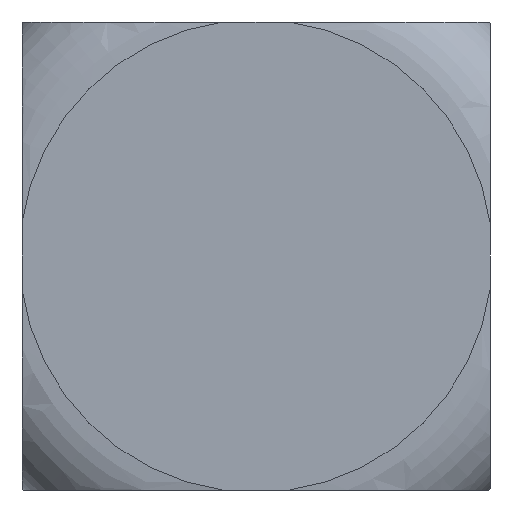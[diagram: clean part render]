
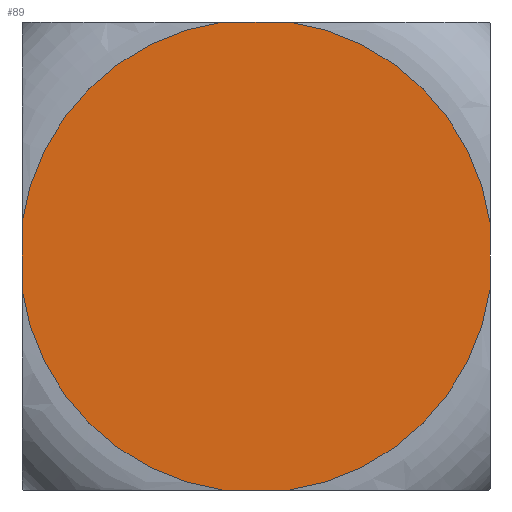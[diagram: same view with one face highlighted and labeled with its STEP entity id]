
A CAD part, left-side view. The second image highlights one B-rep face of the part: STEP entity #89.
In plain terms, the highlighted planar face has unit normal (-1, 0, 0).
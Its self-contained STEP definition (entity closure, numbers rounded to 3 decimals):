
#89 = ADVANCED_FACE( '', ( #178 ), #179, .F. );
#178 = FACE_OUTER_BOUND( '', #259, .T. );
#179 = PLANE( '', #260 );
#259 = EDGE_LOOP( '', ( #442, #443, #444, #445, #446, #447, #448, #449 ) );
#260 = AXIS2_PLACEMENT_3D( '', #450, #451, #452 );
#442 = ORIENTED_EDGE( '', *, *, #494, .F. );
#443 = ORIENTED_EDGE( '', *, *, #506, .F. );
#444 = ORIENTED_EDGE( '', *, *, #527, .F. );
#445 = ORIENTED_EDGE( '', *, *, #481, .F. );
#446 = ORIENTED_EDGE( '', *, *, #486, .F. );
#447 = ORIENTED_EDGE( '', *, *, #529, .F. );
#448 = ORIENTED_EDGE( '', *, *, #465, .F. );
#449 = ORIENTED_EDGE( '', *, *, #503, .F. );
#450 = CARTESIAN_POINT( '', ( 0., 0., 0. ) );
#451 = DIRECTION( '', ( 1., 0., 0. ) );
#452 = DIRECTION( '', ( 0., 0., -1. ) );
#465 = EDGE_CURVE( '', #543, #534, #545, .T. );
#481 = EDGE_CURVE( '', #569, #567, #571, .T. );
#486 = EDGE_CURVE( '', #576, #569, #578, .T. );
#494 = EDGE_CURVE( '', #591, #580, #593, .T. );
#503 = EDGE_CURVE( '', #580, #543, #605, .T. );
#506 = EDGE_CURVE( '', #607, #591, #609, .T. );
#527 = EDGE_CURVE( '', #567, #607, #636, .T. );
#529 = EDGE_CURVE( '', #534, #576, #638, .T. );
#534 = VERTEX_POINT( '', #643 );
#543 = VERTEX_POINT( '', #680 );
#545 = LINE( '', #705, #706 );
#567 = VERTEX_POINT( '', #731 );
#569 = VERTEX_POINT( '', #756 );
#571 = CIRCLE( '', #783, 16.16 );
#576 = VERTEX_POINT( '', #790 );
#578 = LINE( '', #815, #816 );
#580 = VERTEX_POINT( '', #818 );
#591 = VERTEX_POINT( '', #858 );
#593 = LINE( '', #883, #884 );
#605 = CIRCLE( '', #897, 16.16 );
#607 = VERTEX_POINT( '', #899 );
#609 = CIRCLE( '', #926, 16.16 );
#636 = LINE( '', #956, #957 );
#638 = CIRCLE( '', #959, 16.16 );
#643 = CARTESIAN_POINT( '', ( 0., -2.268, 16. ) );
#680 = CARTESIAN_POINT( '', ( 0., 2.268, 16. ) );
#705 = CARTESIAN_POINT( '', ( 0., 16., 16. ) );
#706 = VECTOR( '', #966, 1000. );
#731 = CARTESIAN_POINT( '', ( 0., -2.268, -16. ) );
#756 = CARTESIAN_POINT( '', ( 0., -16., -2.268 ) );
#783 = AXIS2_PLACEMENT_3D( '', #988, #989, #990 );
#790 = CARTESIAN_POINT( '', ( 0., -16., 2.268 ) );
#815 = CARTESIAN_POINT( '', ( 0., -16., 16. ) );
#816 = VECTOR( '', #993, 1000. );
#818 = CARTESIAN_POINT( '', ( 0., 16., 2.268 ) );
#858 = CARTESIAN_POINT( '', ( 0., 16., -2.268 ) );
#883 = CARTESIAN_POINT( '', ( 0., 16., -16. ) );
#884 = VECTOR( '', #998, 1000. );
#897 = AXIS2_PLACEMENT_3D( '', #1012, #1013, #1014 );
#899 = CARTESIAN_POINT( '', ( 0., 2.268, -16. ) );
#926 = AXIS2_PLACEMENT_3D( '', #1015, #1016, #1017 );
#956 = CARTESIAN_POINT( '', ( 0., -16., -16. ) );
#957 = VECTOR( '', #1048, 1000. );
#959 = AXIS2_PLACEMENT_3D( '', #1049, #1050, #1051 );
#966 = DIRECTION( '', ( 0., -1., 0. ) );
#988 = CARTESIAN_POINT( '', ( 0., 0., 0. ) );
#989 = DIRECTION( '', ( 1., 0., 0. ) );
#990 = DIRECTION( '', ( 0., 0., -1. ) );
#993 = DIRECTION( '', ( 0., 0., -1. ) );
#998 = DIRECTION( '', ( 0., 0., 1. ) );
#1012 = CARTESIAN_POINT( '', ( 0., 0., 0. ) );
#1013 = DIRECTION( '', ( 1., 0., 0. ) );
#1014 = DIRECTION( '', ( 0., 0., -1. ) );
#1015 = CARTESIAN_POINT( '', ( 0., 0., 0. ) );
#1016 = DIRECTION( '', ( 1., 0., 0. ) );
#1017 = DIRECTION( '', ( 0., 0., -1. ) );
#1048 = DIRECTION( '', ( 0., 1., 0. ) );
#1049 = CARTESIAN_POINT( '', ( 0., 0., 0. ) );
#1050 = DIRECTION( '', ( 1., 0., 0. ) );
#1051 = DIRECTION( '', ( 0., 0., -1. ) );
